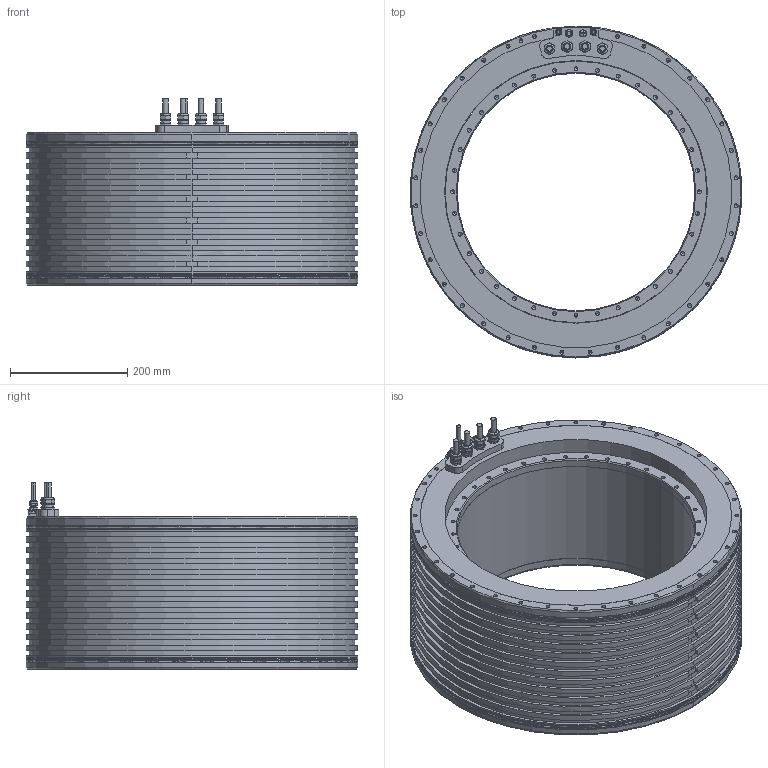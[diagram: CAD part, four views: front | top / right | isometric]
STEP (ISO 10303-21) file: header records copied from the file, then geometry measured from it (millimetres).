
FILE_DESCRIPTION((''),'2;1');
FILE_NAME('1395989-12-D01-','2023-10-19T13:59:44',('ch52332'),(''),'CREO PARAMETRIC BY PTC INC, 2022162','CREO PARAMETRIC BY PTC INC, 2022162','');
FILE_SCHEMA(('AUTOMOTIVE_DESIGN { 1 0 10303 214 1 1 1 1 }'));
Length unit declared in the file: millimetre
Products named in the file (1): 1395989-12-D01-
Bounding box: 565 x 565 x 317 mm (x, y, z)
Volume: 29174962.9 mm3; surface area: 2004318.7 mm2
Topology: 4 solids, 13 shells, 1259 faces, 3045 edges, 1700 vertices
Faces by surface type: cylinder 499, plane 372, cone 338, torus 40, revolution 8, sphere 2
Entity records: 35865 total; most frequent: DIRECTION 6467, CARTESIAN_POINT 6436, ORIENTED_EDGE 5506, EDGE_CURVE 2753, AXIS2_PLACEMENT_3D 2485, VERTEX_POINT 1700, VECTOR 1489, LINE 1489
